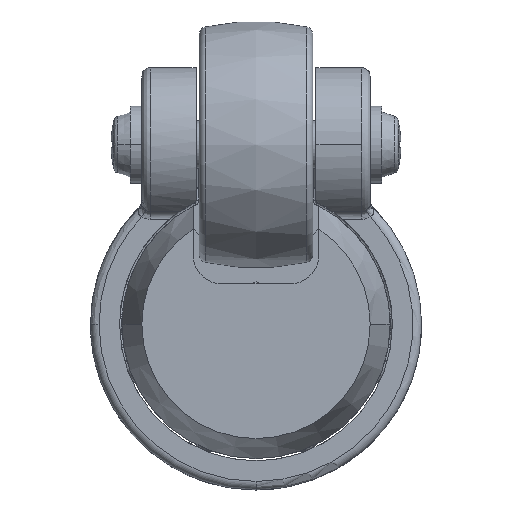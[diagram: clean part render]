
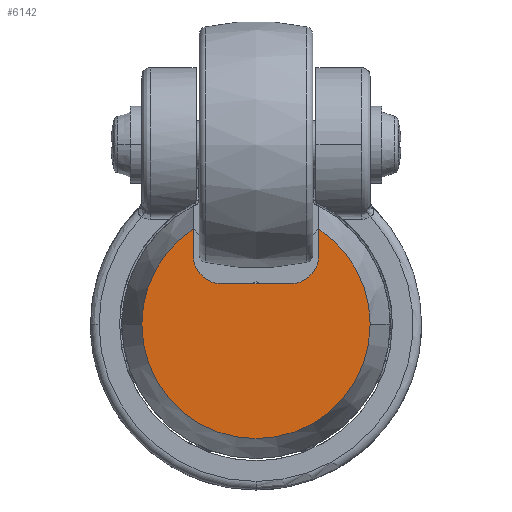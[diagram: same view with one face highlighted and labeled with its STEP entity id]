
A CAD part, front view. The second image highlights one B-rep face of the part: STEP entity #6142.
In plain terms, the highlighted planar face has unit normal (0, -1, 0).
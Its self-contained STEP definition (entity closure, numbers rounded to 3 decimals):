
#76=PLANE('',#6658);
#336=LINE('',#10244,#695);
#341=LINE('',#10259,#700);
#343=LINE('',#10266,#702);
#695=VECTOR('',#7605,1000.);
#700=VECTOR('',#7616,1000.);
#702=VECTOR('',#7626,1000.);
#1151=FACE_OUTER_BOUND('',#1522,.T.);
#1522=EDGE_LOOP('',(#4245,#4246,#4247,#4248,#4249,#4250,#4251,#4252));
#1928=CIRCLE('',#6587,29.186);
#1929=CIRCLE('',#6589,29.186);
#1964=CIRCLE('',#6654,7.297);
#1965=CIRCLE('',#6657,7.297);
#1966=CIRCLE('',#6659,29.186);
#2533=VERTEX_POINT('',#9674);
#2534=VERTEX_POINT('',#9675);
#2535=VERTEX_POINT('',#9683);
#2601=VERTEX_POINT('',#10242);
#2602=VERTEX_POINT('',#10243);
#2604=VERTEX_POINT('',#10253);
#2605=VERTEX_POINT('',#10257);
#2606=VERTEX_POINT('',#10261);
#3111=EDGE_CURVE('',#2533,#2534,#1928,.T.);
#3114=EDGE_CURVE('',#2535,#2533,#1929,.T.);
#3214=EDGE_CURVE('',#2601,#2602,#336,.T.);
#3218=EDGE_CURVE('',#2604,#2601,#1964,.T.);
#3221=EDGE_CURVE('',#2605,#2604,#341,.T.);
#3222=EDGE_CURVE('',#2606,#2605,#1965,.T.);
#3224=EDGE_CURVE('',#2602,#2535,#1966,.T.);
#3225=EDGE_CURVE('',#2534,#2606,#343,.T.);
#4245=ORIENTED_EDGE('',*,*,#3214,.T.);
#4246=ORIENTED_EDGE('',*,*,#3224,.T.);
#4247=ORIENTED_EDGE('',*,*,#3114,.T.);
#4248=ORIENTED_EDGE('',*,*,#3111,.T.);
#4249=ORIENTED_EDGE('',*,*,#3225,.T.);
#4250=ORIENTED_EDGE('',*,*,#3222,.T.);
#4251=ORIENTED_EDGE('',*,*,#3221,.T.);
#4252=ORIENTED_EDGE('',*,*,#3218,.T.);
#6142=ADVANCED_FACE('',(#1151),#76,.T.);
#6587=AXIS2_PLACEMENT_3D('',#9676,#7422,#7423);
#6589=AXIS2_PLACEMENT_3D('',#9684,#7427,#7428);
#6654=AXIS2_PLACEMENT_3D('',#10254,#7610,#7611);
#6657=AXIS2_PLACEMENT_3D('',#10262,#7619,#7620);
#6658=AXIS2_PLACEMENT_3D('',#10264,#7622,#7623);
#6659=AXIS2_PLACEMENT_3D('',#10265,#7624,#7625);
#7422=DIRECTION('center_axis',(0.,-1.,0.));
#7423=DIRECTION('ref_axis',(-1.,0.,0.));
#7427=DIRECTION('center_axis',(0.,-1.,0.));
#7428=DIRECTION('ref_axis',(-1.,0.,0.));
#7605=DIRECTION('',(0.,0.,1.));
#7610=DIRECTION('center_axis',(0.,1.,0.));
#7611=DIRECTION('ref_axis',(1.,0.,0.));
#7616=DIRECTION('',(-1.,0.,0.));
#7619=DIRECTION('center_axis',(0.,1.,0.));
#7620=DIRECTION('ref_axis',(1.,0.,0.));
#7622=DIRECTION('center_axis',(0.,-1.,0.));
#7623=DIRECTION('ref_axis',(1.,0.,0.));
#7624=DIRECTION('center_axis',(0.,-1.,0.));
#7625=DIRECTION('ref_axis',(-1.,0.,0.));
#7626=DIRECTION('',(0.,0.,-1.));
#9674=CARTESIAN_POINT('',(29.186,-99.397,-45.984));
#9675=CARTESIAN_POINT('',(16.052,-99.397,-21.609));
#9676=CARTESIAN_POINT('Origin',(0.,-99.397,-45.984));
#9683=CARTESIAN_POINT('',(-29.186,-99.397,-45.984));
#9684=CARTESIAN_POINT('Origin',(0.,-99.397,-45.984));
#10242=CARTESIAN_POINT('',(-16.052,-99.397,-28.29));
#10243=CARTESIAN_POINT('',(-16.052,-99.397,-21.609));
#10244=CARTESIAN_POINT('',(-16.052,-99.397,-75.492));
#10253=CARTESIAN_POINT('',(-8.756,-99.397,-35.587));
#10254=CARTESIAN_POINT('Origin',(-8.756,-99.397,-28.29));
#10257=CARTESIAN_POINT('',(8.756,-99.397,-35.587));
#10259=CARTESIAN_POINT('',(-29.537,-99.397,-35.587));
#10261=CARTESIAN_POINT('',(16.052,-99.397,-28.29));
#10262=CARTESIAN_POINT('Origin',(8.756,-99.397,-28.29));
#10264=CARTESIAN_POINT('Origin',(-29.537,-99.397,-75.492));
#10265=CARTESIAN_POINT('Origin',(0.,-99.397,-45.984));
#10266=CARTESIAN_POINT('',(16.052,-99.397,-75.492));
